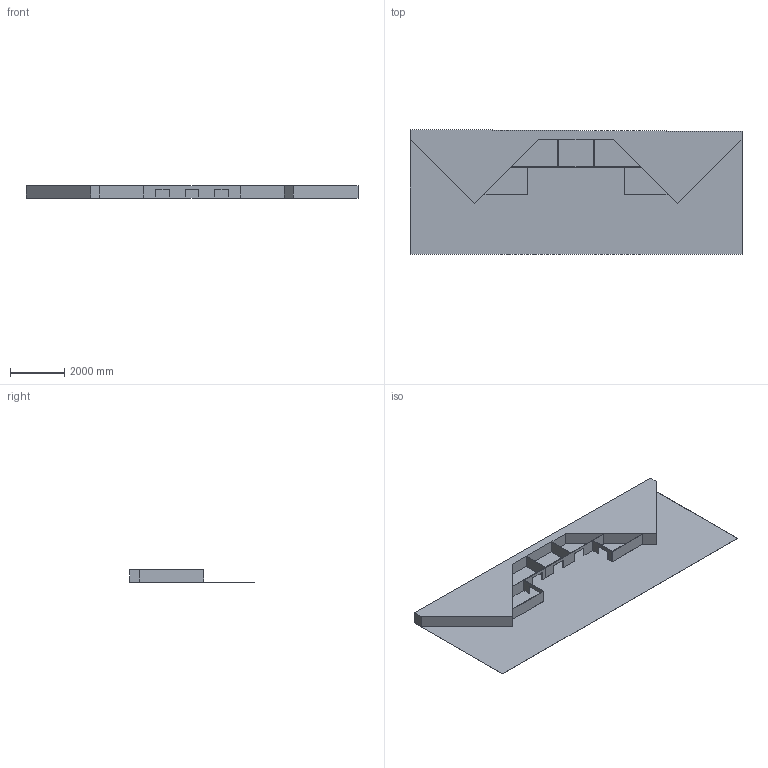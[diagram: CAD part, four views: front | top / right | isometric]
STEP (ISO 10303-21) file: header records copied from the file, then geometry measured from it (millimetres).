
FILE_DESCRIPTION (( 'STEP AP214' ), '1' );
FILE_NAME ('20220105_Spitalmodell.STEP', '2022-01-05T09:02:34', ( '' ), ( '' ), 'SwSTEP 2.0', 'SolidWorks 2019', '' );
FILE_SCHEMA (( 'AUTOMOTIVE_DESIGN' ));
Length unit declared in the file: millimetre
Products named in the file (7): Wand_lang; 20220105_Spitalmodell; Pausenhalle_Boden; Wand_vorne; Wand; Wand_vorne_kurz
Assembly tree (8 placements, depth 2):
  20220105_Spitalmodell
    Pausenhalle_Boden
    Wand  x2
    Wand_vorne
    Wand_lang
    Wand_lang
    Wand_vorne_kurz  x2
Bounding box: 12267.64 x 4616.19 x 460 mm (x, y, z)
Volume: 7386870465.9 mm3; surface area: 135742379.4 mm2
Topology: 8 solids, 8 shells, 74 faces, 174 edges, 116 vertices
Faces by surface type: plane 74
Entity records: 2219 total; most frequent: CARTESIAN_POINT 323, ORIENTED_EDGE 300, DIRECTION 296, VECTOR 150, EDGE_CURVE 150, LINE 150, VERTEX_POINT 100, AXIS2_PLACEMENT_3D 73
